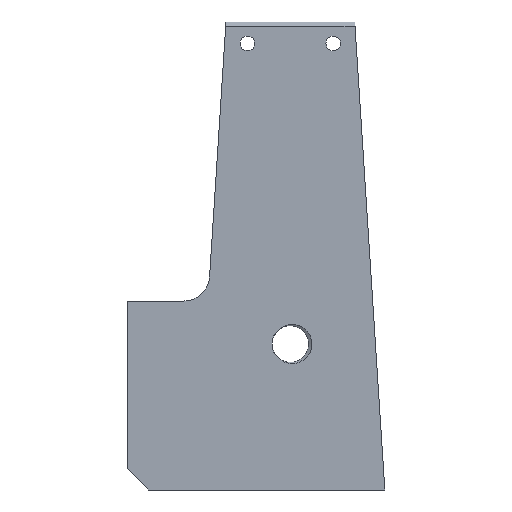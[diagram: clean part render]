
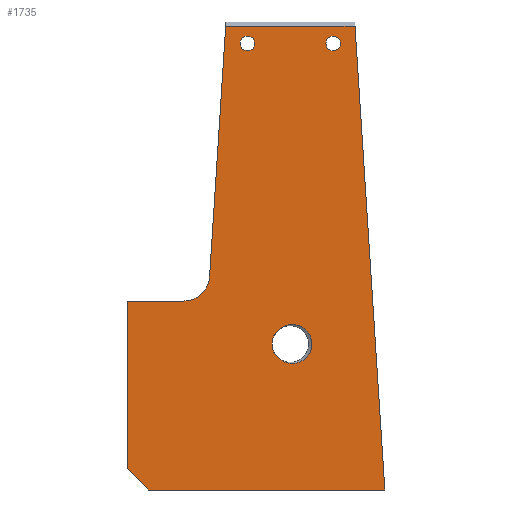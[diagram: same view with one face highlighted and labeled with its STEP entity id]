
A CAD part, front view. The second image highlights one B-rep face of the part: STEP entity #1735.
In plain terms, the highlighted planar face has unit normal (0, -1, 0).
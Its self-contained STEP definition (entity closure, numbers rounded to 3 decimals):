
#230 = VERTEX_POINT('',#231);
#231 = CARTESIAN_POINT('',(60.,92.,6.));
#237 = EDGE_CURVE('',#230,#238,#240,.T.);
#238 = VERTEX_POINT('',#239);
#239 = CARTESIAN_POINT('',(53.064,92.,114.));
#240 = LINE('',#241,#242);
#241 = CARTESIAN_POINT('',(60.,92.,6.));
#242 = VECTOR('',#243,1.);
#243 = DIRECTION('',(-0.064,0.,0.998));
#285 = VERTEX_POINT('',#286);
#286 = CARTESIAN_POINT('',(5.,92.,6.));
#292 = EDGE_CURVE('',#285,#230,#293,.T.);
#293 = LINE('',#294,#295);
#294 = CARTESIAN_POINT('',(0.,92.,6.));
#295 = VECTOR('',#296,1.);
#296 = DIRECTION('',(1.,0.,0.));
#340 = VERTEX_POINT('',#341);
#341 = CARTESIAN_POINT('',(19.186,92.,55.615));
#347 = EDGE_CURVE('',#340,#348,#350,.T.);
#348 = VERTEX_POINT('',#349);
#349 = CARTESIAN_POINT('',(22.936,92.,114.));
#350 = LINE('',#351,#352);
#351 = CARTESIAN_POINT('',(19.186,92.,55.615));
#352 = VECTOR('',#353,1.);
#353 = DIRECTION('',(0.064,0.,0.998));
#371 = EDGE_CURVE('',#285,#372,#374,.T.);
#372 = VERTEX_POINT('',#373);
#373 = CARTESIAN_POINT('',(0.,92.,11.));
#374 = LINE('',#375,#376);
#375 = CARTESIAN_POINT('',(-1.578,92.,12.578));
#376 = VECTOR('',#377,1.);
#377 = DIRECTION('',(-0.707,0.,0.707));
#394 = VERTEX_POINT('',#395);
#395 = CARTESIAN_POINT('',(13.199,92.,50.));
#401 = EDGE_CURVE('',#394,#340,#402,.T.);
#402 = CIRCLE('',#403,6.);
#403 = AXIS2_PLACEMENT_3D('',#404,#405,#406);
#404 = CARTESIAN_POINT('',(13.199,92.,56.));
#405 = DIRECTION('',(0.,-1.,0.));
#406 = DIRECTION('',(1.,0.,0.));
#420 = VERTEX_POINT('',#421);
#421 = CARTESIAN_POINT('',(0.,92.,50.));
#427 = EDGE_CURVE('',#420,#372,#428,.T.);
#428 = LINE('',#429,#430);
#429 = CARTESIAN_POINT('',(0.,92.,50.));
#430 = VECTOR('',#431,1.);
#431 = DIRECTION('',(0.,0.,-1.));
#454 = EDGE_CURVE('',#420,#394,#455,.T.);
#455 = LINE('',#456,#457);
#456 = CARTESIAN_POINT('',(0.,92.,50.));
#457 = VECTOR('',#458,1.);
#458 = DIRECTION('',(1.,0.,0.));
#471 = VERTEX_POINT('',#472);
#472 = CARTESIAN_POINT('',(26.3,92.,110.));
#480 = EDGE_CURVE('',#471,#471,#481,.T.);
#481 = CIRCLE('',#482,1.7);
#482 = AXIS2_PLACEMENT_3D('',#483,#484,#485);
#483 = CARTESIAN_POINT('',(28.,92.,110.));
#484 = DIRECTION('',(0.,-1.,0.));
#485 = DIRECTION('',(-1.,0.,0.));
#495 = EDGE_CURVE('',#496,#498,#500,.T.);
#496 = VERTEX_POINT('',#497);
#497 = CARTESIAN_POINT('',(33.734,92.,40.));
#498 = VERTEX_POINT('',#499);
#499 = CARTESIAN_POINT('',(35.467,92.,36.567));
#500 = CIRCLE('',#501,4.266);
#501 = AXIS2_PLACEMENT_3D('',#502,#503,#504);
#502 = CARTESIAN_POINT('',(38.,92.,40.));
#503 = DIRECTION('',(-0.,-1.,0.));
#504 = DIRECTION('',(-1.,0.,0.));
#1306 = VERTEX_POINT('',#1307);
#1307 = CARTESIAN_POINT('',(35.467,92.,43.432));
#1403 = EDGE_CURVE('',#1306,#496,#1404,.T.);
#1404 = CIRCLE('',#1405,4.266);
#1405 = AXIS2_PLACEMENT_3D('',#1406,#1407,#1408);
#1406 = CARTESIAN_POINT('',(38.,92.,40.));
#1407 = DIRECTION('',(-0.,-1.,0.));
#1408 = DIRECTION('',(-1.,0.,0.));
#1681 = VERTEX_POINT('',#1682);
#1682 = CARTESIAN_POINT('',(46.3,92.,110.));
#1690 = EDGE_CURVE('',#1681,#1681,#1691,.T.);
#1691 = CIRCLE('',#1692,1.7);
#1692 = AXIS2_PLACEMENT_3D('',#1693,#1694,#1695);
#1693 = CARTESIAN_POINT('',(48.,92.,110.));
#1694 = DIRECTION('',(0.,-1.,0.));
#1695 = DIRECTION('',(-1.,0.,0.));
#1723 = EDGE_CURVE('',#238,#348,#1724,.T.);
#1724 = LINE('',#1725,#1726);
#1725 = CARTESIAN_POINT('',(53.,92.,114.));
#1726 = VECTOR('',#1727,1.);
#1727 = DIRECTION('',(-1.,0.,0.));
#1735 = ADVANCED_FACE('',(#1736,#1746,#1749,#1824),#1827,.F.);
#1736 = FACE_BOUND('',#1737,.F.);
#1737 = EDGE_LOOP('',(#1738,#1739,#1740,#1741,#1742,#1743,#1744,#1745));
#1738 = ORIENTED_EDGE('',*,*,#237,.F.);
#1739 = ORIENTED_EDGE('',*,*,#292,.F.);
#1740 = ORIENTED_EDGE('',*,*,#371,.T.);
#1741 = ORIENTED_EDGE('',*,*,#427,.F.);
#1742 = ORIENTED_EDGE('',*,*,#454,.T.);
#1743 = ORIENTED_EDGE('',*,*,#401,.T.);
#1744 = ORIENTED_EDGE('',*,*,#347,.T.);
#1745 = ORIENTED_EDGE('',*,*,#1723,.F.);
#1746 = FACE_BOUND('',#1747,.F.);
#1747 = EDGE_LOOP('',(#1748));
#1748 = ORIENTED_EDGE('',*,*,#480,.T.);
#1749 = FACE_BOUND('',#1750,.F.);
#1750 = EDGE_LOOP('',(#1751,#1778,#1779,#1780,#1807));
#1751 = ORIENTED_EDGE('',*,*,#1752,.F.);
#1752 = EDGE_CURVE('',#1306,#1753,#1755,.T.);
#1753 = VERTEX_POINT('',#1754);
#1754 = CARTESIAN_POINT('',(42.634,92.,41.92));
#1755 = B_SPLINE_CURVE_WITH_KNOTS('',6,(#1756,#1757,#1758,#1759,#1760,
    #1761,#1762,#1763,#1764,#1765,#1766,#1767,#1768,#1769,#1770,#1771,
    #1772,#1773,#1774,#1775,#1776,#1777),.UNSPECIFIED.,.F.,.F.,(7,5,5,5,
    7),(0.,0.213,0.447,0.708,1.),
  .UNSPECIFIED.);
#1756 = CARTESIAN_POINT('',(35.467,92.,43.432));
#1757 = CARTESIAN_POINT('',(35.688,92.,43.632));
#1758 = CARTESIAN_POINT('',(35.927,92.,43.813));
#1759 = CARTESIAN_POINT('',(36.181,92.,43.973));
#1760 = CARTESIAN_POINT('',(36.447,92.,44.112));
#1761 = CARTESIAN_POINT('',(36.723,92.,44.229));
#1762 = CARTESIAN_POINT('',(37.319,92.,44.426));
#1763 = CARTESIAN_POINT('',(37.641,92.,44.501));
#1764 = CARTESIAN_POINT('',(37.97,92.,44.548));
#1765 = CARTESIAN_POINT('',(38.301,92.,44.565));
#1766 = CARTESIAN_POINT('',(38.632,92.,44.554));
#1767 = CARTESIAN_POINT('',(39.324,92.,44.471));
#1768 = CARTESIAN_POINT('',(39.685,92.,44.392));
#1769 = CARTESIAN_POINT('',(40.037,92.,44.279));
#1770 = CARTESIAN_POINT('',(40.377,92.,44.133));
#1771 = CARTESIAN_POINT('',(40.701,92.,43.957));
#1772 = CARTESIAN_POINT('',(41.35,92.,43.523));
#1773 = CARTESIAN_POINT('',(41.669,92.,43.258));
#1774 = CARTESIAN_POINT('',(41.96,92.,42.961));
#1775 = CARTESIAN_POINT('',(42.22,92.,42.636));
#1776 = CARTESIAN_POINT('',(42.445,92.,42.287));
#1777 = CARTESIAN_POINT('',(42.634,92.,41.92));
#1778 = ORIENTED_EDGE('',*,*,#1403,.T.);
#1779 = ORIENTED_EDGE('',*,*,#495,.T.);
#1780 = ORIENTED_EDGE('',*,*,#1781,.F.);
#1781 = EDGE_CURVE('',#1782,#498,#1784,.T.);
#1782 = VERTEX_POINT('',#1783);
#1783 = CARTESIAN_POINT('',(42.634,92.,38.08));
#1784 = B_SPLINE_CURVE_WITH_KNOTS('',6,(#1785,#1786,#1787,#1788,#1789,
    #1790,#1791,#1792,#1793,#1794,#1795,#1796,#1797,#1798,#1799,#1800,
    #1801,#1802,#1803,#1804,#1805,#1806),.UNSPECIFIED.,.F.,.F.,(7,5,5,5,
    7),(0.,0.292,0.553,0.787,1.),
  .UNSPECIFIED.);
#1785 = CARTESIAN_POINT('',(42.634,92.,38.08));
#1786 = CARTESIAN_POINT('',(42.445,92.,37.713));
#1787 = CARTESIAN_POINT('',(42.22,92.,37.364));
#1788 = CARTESIAN_POINT('',(41.96,92.,37.039));
#1789 = CARTESIAN_POINT('',(41.669,92.,36.742));
#1790 = CARTESIAN_POINT('',(41.35,92.,36.478));
#1791 = CARTESIAN_POINT('',(40.702,92.,36.044));
#1792 = CARTESIAN_POINT('',(40.377,92.,35.867));
#1793 = CARTESIAN_POINT('',(40.037,92.,35.721));
#1794 = CARTESIAN_POINT('',(39.685,92.,35.608));
#1795 = CARTESIAN_POINT('',(39.324,92.,35.529));
#1796 = CARTESIAN_POINT('',(38.632,92.,35.446));
#1797 = CARTESIAN_POINT('',(38.301,92.,35.435));
#1798 = CARTESIAN_POINT('',(37.97,92.,35.452));
#1799 = CARTESIAN_POINT('',(37.642,92.,35.499));
#1800 = CARTESIAN_POINT('',(37.32,92.,35.574));
#1801 = CARTESIAN_POINT('',(36.723,92.,35.771));
#1802 = CARTESIAN_POINT('',(36.447,92.,35.887));
#1803 = CARTESIAN_POINT('',(36.181,92.,36.027));
#1804 = CARTESIAN_POINT('',(35.928,92.,36.187));
#1805 = CARTESIAN_POINT('',(35.689,92.,36.368));
#1806 = CARTESIAN_POINT('',(35.467,92.,36.567));
#1807 = ORIENTED_EDGE('',*,*,#1808,.F.);
#1808 = EDGE_CURVE('',#1753,#1782,#1809,.T.);
#1809 = B_SPLINE_CURVE_WITH_KNOTS('',4,(#1810,#1811,#1812,#1813,#1814,
    #1815,#1816,#1817,#1818,#1819,#1820,#1821,#1822,#1823),
  .UNSPECIFIED.,.F.,.F.,(5,3,3,3,5),(0.,0.26,0.518,
    0.811,1.),.UNSPECIFIED.);
#1810 = CARTESIAN_POINT('',(42.634,92.,41.92));
#1811 = CARTESIAN_POINT('',(42.732,92.,41.683));
#1812 = CARTESIAN_POINT('',(42.814,92.,41.44));
#1813 = CARTESIAN_POINT('',(42.879,92.,41.191));
#1814 = CARTESIAN_POINT('',(42.975,92.,40.69));
#1815 = CARTESIAN_POINT('',(43.006,92.,40.437));
#1816 = CARTESIAN_POINT('',(43.019,92.,40.183));
#1817 = CARTESIAN_POINT('',(43.011,92.,39.641));
#1818 = CARTESIAN_POINT('',(42.985,92.,39.352));
#1819 = CARTESIAN_POINT('',(42.937,92.,39.067));
#1820 = CARTESIAN_POINT('',(42.822,92.,38.606));
#1821 = CARTESIAN_POINT('',(42.768,92.,38.428));
#1822 = CARTESIAN_POINT('',(42.705,92.,38.252));
#1823 = CARTESIAN_POINT('',(42.634,92.,38.08));
#1824 = FACE_BOUND('',#1825,.F.);
#1825 = EDGE_LOOP('',(#1826));
#1826 = ORIENTED_EDGE('',*,*,#1690,.T.);
#1827 = PLANE('',#1828);
#1828 = AXIS2_PLACEMENT_3D('',#1829,#1830,#1831);
#1829 = CARTESIAN_POINT('',(32.641,92.,54.952));
#1830 = DIRECTION('',(0.,1.,0.));
#1831 = DIRECTION('',(0.,0.,1.));
